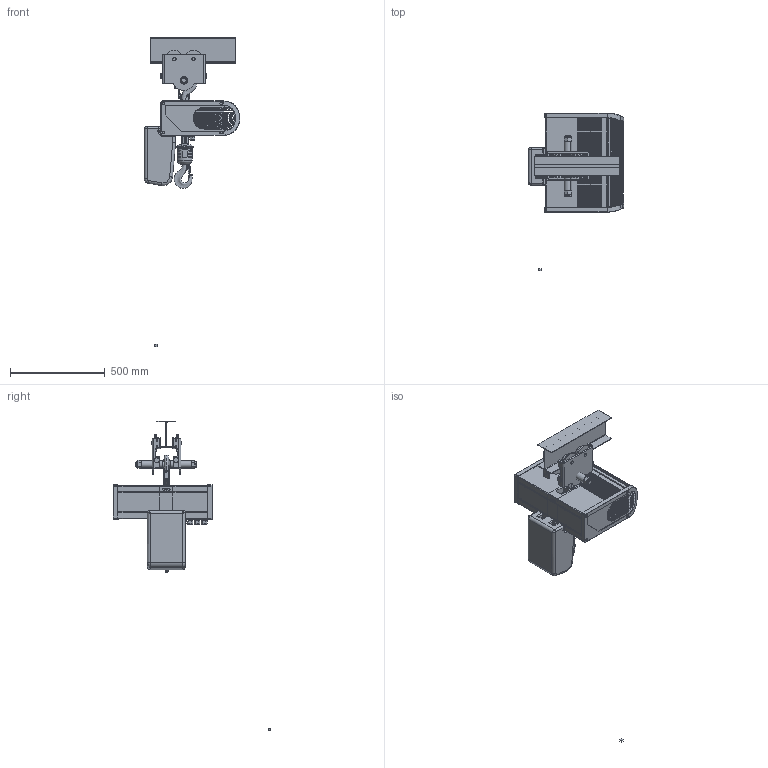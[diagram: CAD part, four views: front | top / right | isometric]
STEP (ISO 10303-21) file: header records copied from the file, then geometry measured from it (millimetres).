
FILE_DESCRIPTION(('STEP AP214'),'1');
FILE_NAME('temp1.stp','2014-09-19T06:00:10',(' '),(' '),'Spatial InterOp 3D',' ',' ');
FILE_SCHEMA(('automotive_design'));
Length unit declared in the file: millimetre
Products named in the file (29): Crane_3D; Fixing; Frame2; Hoi_K10_center_frame2; Hoi_K10_Left_frame2; Hoi_K10_Right_frame2; EL_plugs; H1-1448614_CLX10-PUSH; Cover_1; K10_1_cover2; K10_1_cover3; K10_1_cover1; HoiChaBag_K10_2; Hoi_Man3_tro; Hoi_C1_tro1; Hoi_C1_tro2; Shaft; kpt_NUT; DIN_935-M24; Hoi_KX10_Upp_Hook; 52355308_1; 53105300_1_MODEL; Hook_KX04_2; Block_K52; Hook_RSN04; HoiGir; Part_constr_2d
Assembly tree (28 placements, depth 5):
  Crane_3D
    Fixing
    H1-1448614_CLX10-PUSH
      Frame2
        Hoi_K10_center_frame2
        Hoi_K10_Left_frame2
        Hoi_K10_Right_frame2
        EL_plugs
      Cover_1
        K10_1_cover2
        K10_1_cover3
        K10_1_cover1
      HoiChaBag_K10_2
      Hoi_Man3_tro
        Hoi_C1_tro1
        Hoi_C1_tro2
        Shaft
        kpt_NUT
          DIN_935-M24
        kpt_NUT
          DIN_935-M24
      Hoi_KX10_Upp_Hook
        52355308_1
        53105300_1_MODEL
    Hook_KX04_2
      Block_K52
      Hook_RSN04
    HoiGir
    Part_constr_2d
Bounding box: 503.5 x 830 x 1633.33 mm (x, y, z)
Volume: 9635391.5 mm3; surface area: 3086625.9 mm2
Topology: 20 solids, 87 shells, 2503 faces, 7087 edges, 4651 vertices
Faces by surface type: cylinder 1232, plane 965, bspline 110, torus 92, cone 68, revolution 24, sphere 12
Entity records: 141929 total; most frequent: CARTESIAN_POINT 40208, DIRECTION 14054, ORIENTED_EDGE 13788, EDGE_CURVE 7065, STYLED_ITEM 5590, PRESENTATION_STYLE_ASSIGNMENT 5590, COLOUR_RGB 5590, AXIS2_PLACEMENT_3D 5107
